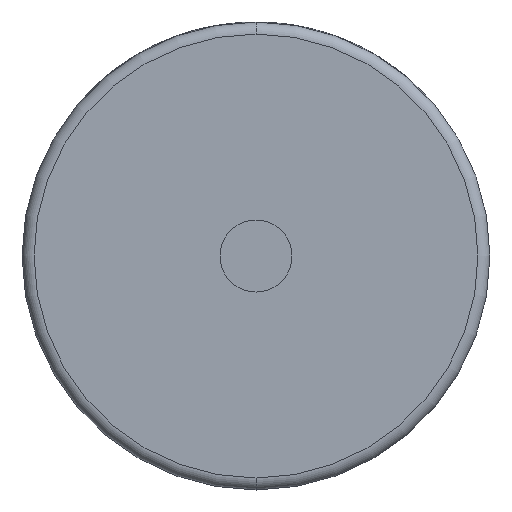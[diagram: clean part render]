
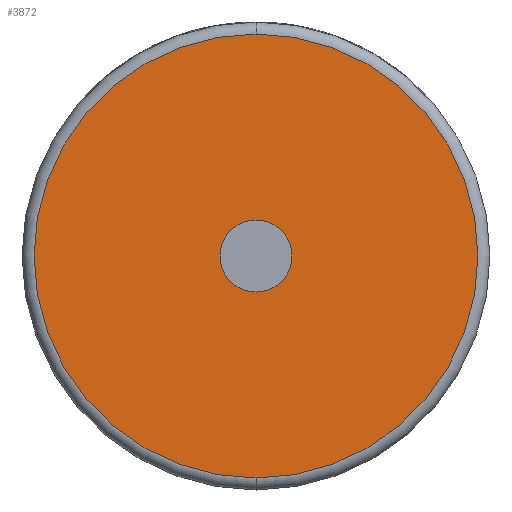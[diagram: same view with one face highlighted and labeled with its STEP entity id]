
A CAD part, front view. The second image highlights one B-rep face of the part: STEP entity #3872.
In plain terms, the highlighted planar face has unit normal (0, -1, 0).
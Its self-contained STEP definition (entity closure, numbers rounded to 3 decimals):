
#13 = DIRECTION ( 'NONE',  ( 0., -1., 0. ) ) ;
#133 = DIRECTION ( 'NONE',  ( 0., 0., 1. ) ) ;
#511 = PLANE ( 'NONE',  #3629 ) ;
#576 = FACE_OUTER_BOUND ( 'NONE', #3124, .T. ) ;
#681 = DIRECTION ( 'NONE',  ( 0., 0., 1. ) ) ;
#896 = CARTESIAN_POINT ( 'NONE',  ( 0., 0., -37. ) ) ;
#1041 = CARTESIAN_POINT ( 'NONE',  ( 0., 0., 0. ) ) ;
#1119 = CARTESIAN_POINT ( 'NONE',  ( 0., 0., 0. ) ) ;
#1183 = DIRECTION ( 'NONE',  ( 0., 0., 1. ) ) ;
#1210 = EDGE_CURVE ( 'NONE', #1923, #3802, #2811, .T. ) ;
#1220 = AXIS2_PLACEMENT_3D ( 'NONE', #1727, #13, #681 ) ;
#1297 = EDGE_CURVE ( 'NONE', #3802, #1923, #4077, .T. ) ;
#1399 = DIRECTION ( 'NONE',  ( 0., -1., 0. ) ) ;
#1428 = ORIENTED_EDGE ( 'NONE', *, *, #1297, .F. ) ;
#1525 = CARTESIAN_POINT ( 'NONE',  ( 0., 0., -6. ) ) ;
#1602 = AXIS2_PLACEMENT_3D ( 'NONE', #3204, #2230, #1183 ) ;
#1727 = CARTESIAN_POINT ( 'NONE',  ( 0., 0., 0. ) ) ;
#1761 = EDGE_LOOP ( 'NONE', ( #4068, #1428 ) ) ;
#1765 = AXIS2_PLACEMENT_3D ( 'NONE', #1119, #4145, #3799 ) ;
#1861 = CARTESIAN_POINT ( 'NONE',  ( 0., 0., 0. ) ) ;
#1923 = VERTEX_POINT ( 'NONE', #4214 ) ;
#1947 = VERTEX_POINT ( 'NONE', #4199 ) ;
#2149 = DIRECTION ( 'NONE',  ( 0., 1., 0. ) ) ;
#2230 = DIRECTION ( 'NONE',  ( 0., -1., 0. ) ) ;
#2352 = DIRECTION ( 'NONE',  ( 0., 0., 1. ) ) ;
#2625 = AXIS2_PLACEMENT_3D ( 'NONE', #1041, #1399, #2352 ) ;
#2646 = EDGE_CURVE ( 'NONE', #3373, #1947, #2678, .T. ) ;
#2678 = CIRCLE ( 'NONE', #1765, 37. ) ;
#2811 = CIRCLE ( 'NONE', #2625, 6. ) ;
#2836 = EDGE_CURVE ( 'NONE', #1947, #3373, #2896, .T. ) ;
#2896 = CIRCLE ( 'NONE', #1602, 37. ) ;
#3124 = EDGE_LOOP ( 'NONE', ( #4129, #4124 ) ) ;
#3141 = FACE_BOUND ( 'NONE', #1761, .T. ) ;
#3204 = CARTESIAN_POINT ( 'NONE',  ( 0., 0., 0. ) ) ;
#3373 = VERTEX_POINT ( 'NONE', #896 ) ;
#3629 = AXIS2_PLACEMENT_3D ( 'NONE', #1861, #2149, #133 ) ;
#3799 = DIRECTION ( 'NONE',  ( 0., 0., 1. ) ) ;
#3802 = VERTEX_POINT ( 'NONE', #1525 ) ;
#3872 = ADVANCED_FACE ( 'NONE', ( #576, #3141 ), #511, .F. ) ;
#4068 = ORIENTED_EDGE ( 'NONE', *, *, #1210, .F. ) ;
#4077 = CIRCLE ( 'NONE', #1220, 6. ) ;
#4124 = ORIENTED_EDGE ( 'NONE', *, *, #2646, .T. ) ;
#4129 = ORIENTED_EDGE ( 'NONE', *, *, #2836, .T. ) ;
#4145 = DIRECTION ( 'NONE',  ( 0., -1., 0. ) ) ;
#4199 = CARTESIAN_POINT ( 'NONE',  ( 0., 0., 37. ) ) ;
#4214 = CARTESIAN_POINT ( 'NONE',  ( 0., 0., 6. ) ) ;
